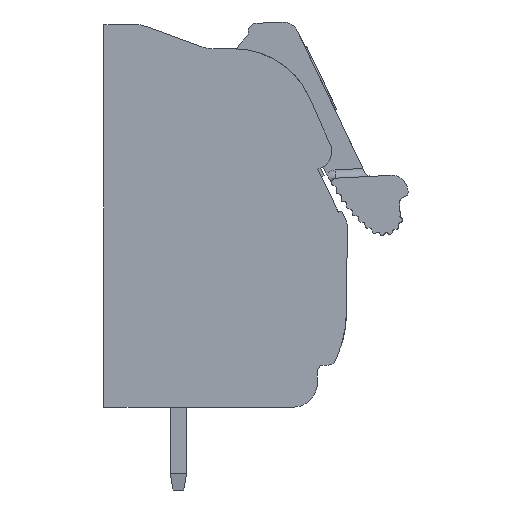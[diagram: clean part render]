
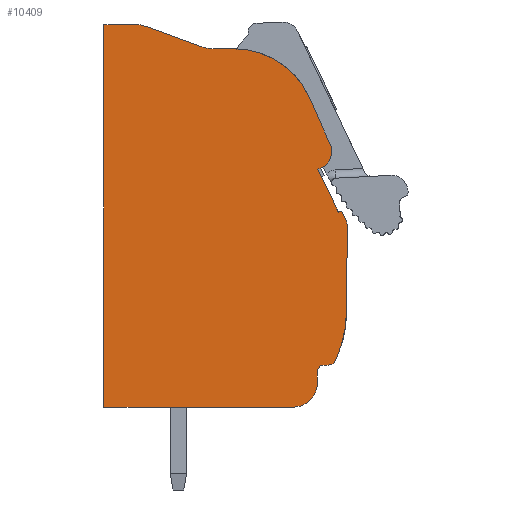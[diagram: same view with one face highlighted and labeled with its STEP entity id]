
A CAD part, left-side view. The second image highlights one B-rep face of the part: STEP entity #10409.
In plain terms, the highlighted planar face has unit normal (-1, 0, 0).
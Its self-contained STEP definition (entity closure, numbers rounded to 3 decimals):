
#258=PLANE('',#11073);
#600=CIRCLE('',#11046,5.);
#607=CIRCLE('',#11072,2.);
#608=CIRCLE('',#11074,1.1);
#609=CIRCLE('',#11075,1.276);
#610=CIRCLE('',#11076,1.5);
#611=CIRCLE('',#11077,0.4);
#612=CIRCLE('',#11078,0.5);
#613=CIRCLE('',#11079,7.);
#614=CIRCLE('',#11080,1.);
#615=CIRCLE('',#11081,0.1);
#1547=ORIENTED_EDGE('',*,*,#4464,.T.);
#1548=ORIENTED_EDGE('',*,*,#4465,.T.);
#1549=ORIENTED_EDGE('',*,*,#4466,.T.);
#1550=ORIENTED_EDGE('',*,*,#4467,.F.);
#1551=ORIENTED_EDGE('',*,*,#4468,.T.);
#1552=ORIENTED_EDGE('',*,*,#4421,.F.);
#1553=ORIENTED_EDGE('',*,*,#4417,.T.);
#1554=ORIENTED_EDGE('',*,*,#4462,.T.);
#1555=ORIENTED_EDGE('',*,*,#4469,.T.);
#1556=ORIENTED_EDGE('',*,*,#4470,.F.);
#1557=ORIENTED_EDGE('',*,*,#4471,.T.);
#1558=ORIENTED_EDGE('',*,*,#4472,.T.);
#1559=ORIENTED_EDGE('',*,*,#4473,.T.);
#1560=ORIENTED_EDGE('',*,*,#4474,.F.);
#1561=ORIENTED_EDGE('',*,*,#4475,.T.);
#1562=ORIENTED_EDGE('',*,*,#4476,.T.);
#1563=ORIENTED_EDGE('',*,*,#4477,.T.);
#1564=ORIENTED_EDGE('',*,*,#4478,.F.);
#1565=ORIENTED_EDGE('',*,*,#4479,.F.);
#1566=ORIENTED_EDGE('',*,*,#4480,.T.);
#1567=ORIENTED_EDGE('',*,*,#4481,.F.);
#1568=ORIENTED_EDGE('',*,*,#4482,.T.);
#1569=ORIENTED_EDGE('',*,*,#4483,.F.);
#4417=EDGE_CURVE('',#5925,#5926,#6979,.T.);
#4421=EDGE_CURVE('',#5925,#5929,#600,.T.);
#4462=EDGE_CURVE('',#5926,#5952,#607,.T.);
#4464=EDGE_CURVE('',#5953,#5954,#7016,.T.);
#4465=EDGE_CURVE('',#5954,#5955,#7017,.T.);
#4466=EDGE_CURVE('',#5955,#5956,#7018,.T.);
#4467=EDGE_CURVE('',#5957,#5956,#608,.T.);
#4468=EDGE_CURVE('',#5957,#5929,#7019,.T.);
#4469=EDGE_CURVE('',#5952,#5958,#7020,.T.);
#4470=EDGE_CURVE('',#5959,#5958,#609,.T.);
#4471=EDGE_CURVE('',#5959,#5960,#7021,.T.);
#4472=EDGE_CURVE('',#5960,#5961,#7022,.T.);
#4473=EDGE_CURVE('',#5961,#5962,#7023,.T.);
#4474=EDGE_CURVE('',#5963,#5962,#610,.T.);
#4475=EDGE_CURVE('',#5963,#5964,#7024,.T.);
#4476=EDGE_CURVE('',#5964,#5965,#611,.T.);
#4477=EDGE_CURVE('',#5965,#5966,#7025,.T.);
#4478=EDGE_CURVE('',#5967,#5966,#612,.T.);
#4479=EDGE_CURVE('',#5968,#5967,#613,.T.);
#4480=EDGE_CURVE('',#5968,#5969,#7026,.T.);
#4481=EDGE_CURVE('',#5970,#5969,#614,.T.);
#4482=EDGE_CURVE('',#5970,#5971,#7027,.T.);
#4483=EDGE_CURVE('',#5953,#5971,#615,.T.);
#5925=VERTEX_POINT('',#15781);
#5926=VERTEX_POINT('',#15782);
#5929=VERTEX_POINT('',#15790);
#5952=VERTEX_POINT('',#15871);
#5953=VERTEX_POINT('',#15875);
#5954=VERTEX_POINT('',#15876);
#5955=VERTEX_POINT('',#15878);
#5956=VERTEX_POINT('',#15880);
#5957=VERTEX_POINT('',#15882);
#5958=VERTEX_POINT('',#15885);
#5959=VERTEX_POINT('',#15887);
#5960=VERTEX_POINT('',#15889);
#5961=VERTEX_POINT('',#15891);
#5962=VERTEX_POINT('',#15893);
#5963=VERTEX_POINT('',#15895);
#5964=VERTEX_POINT('',#15897);
#5965=VERTEX_POINT('',#15899);
#5966=VERTEX_POINT('',#15901);
#5967=VERTEX_POINT('',#15903);
#5968=VERTEX_POINT('',#15905);
#5969=VERTEX_POINT('',#15907);
#5970=VERTEX_POINT('',#15909);
#5971=VERTEX_POINT('',#15911);
#6979=LINE('',#15780,#8076);
#7016=LINE('',#15874,#8113);
#7017=LINE('',#15877,#8114);
#7018=LINE('',#15879,#8115);
#7019=LINE('',#15883,#8116);
#7020=LINE('',#15884,#8117);
#7021=LINE('',#15888,#8118);
#7022=LINE('',#15890,#8119);
#7023=LINE('',#15892,#8120);
#7024=LINE('',#15896,#8121);
#7025=LINE('',#15900,#8122);
#7026=LINE('',#15906,#8123);
#7027=LINE('',#15910,#8124);
#8076=VECTOR('',#12402,1000.);
#8113=VECTOR('',#12497,1000.);
#8114=VECTOR('',#12498,1000.);
#8115=VECTOR('',#12499,1000.);
#8116=VECTOR('',#12502,1000.);
#8117=VECTOR('',#12503,1000.);
#8118=VECTOR('',#12506,1000.);
#8119=VECTOR('',#12507,1000.);
#8120=VECTOR('',#12508,1000.);
#8121=VECTOR('',#12511,1000.);
#8122=VECTOR('',#12514,1000.);
#8123=VECTOR('',#12519,1000.);
#8124=VECTOR('',#12522,1000.);
#9086=EDGE_LOOP('',(#1547,#1548,#1549,#1550,#1551,#1552,#1553,#1554,#1555,
#1556,#1557,#1558,#1559,#1560,#1561,#1562,#1563,#1564,#1565,#1566,#1567,
#1568,#1569));
#9651=FACE_BOUND('',#9086,.T.);
#10409=ADVANCED_FACE('',(#9651),#258,.T.);
#11046=AXIS2_PLACEMENT_3D('',#15789,#12408,#12409);
#11072=AXIS2_PLACEMENT_3D('',#15870,#12492,#12493);
#11073=AXIS2_PLACEMENT_3D('',#15873,#12495,#12496);
#11074=AXIS2_PLACEMENT_3D('',#15881,#12500,#12501);
#11075=AXIS2_PLACEMENT_3D('',#15886,#12504,#12505);
#11076=AXIS2_PLACEMENT_3D('',#15894,#12509,#12510);
#11077=AXIS2_PLACEMENT_3D('',#15898,#12512,#12513);
#11078=AXIS2_PLACEMENT_3D('',#15902,#12515,#12516);
#11079=AXIS2_PLACEMENT_3D('',#15904,#12517,#12518);
#11080=AXIS2_PLACEMENT_3D('',#15908,#12520,#12521);
#11081=AXIS2_PLACEMENT_3D('',#15912,#12523,#12524);
#12402=DIRECTION('',(0.,1.,0.));
#12408=DIRECTION('',(1.,0.,0.));
#12409=DIRECTION('',(0.,0.,-1.));
#12492=DIRECTION('',(1.,0.,0.));
#12493=DIRECTION('',(0.,0.,-1.));
#12495=DIRECTION('',(-1.,0.,0.));
#12496=DIRECTION('',(0.,-1.,0.));
#12497=DIRECTION('',(0.,0.9,-0.435));
#12498=DIRECTION('',(0.,0.435,0.9));
#12499=DIRECTION('',(0.,-0.9,0.435));
#12500=DIRECTION('',(1.,0.,0.));
#12501=DIRECTION('',(0.,0.,-1.));
#12502=DIRECTION('',(0.,0.407,0.914));
#12503=DIRECTION('',(0.,0.94,0.342));
#12504=DIRECTION('',(1.,0.,0.));
#12505=DIRECTION('',(0.,0.,-1.));
#12506=DIRECTION('',(0.,1.,0.));
#12507=DIRECTION('',(0.,0.,-1.));
#12508=DIRECTION('',(0.,-1.,0.));
#12509=DIRECTION('',(1.,0.,0.));
#12510=DIRECTION('',(0.,0.,-1.));
#12511=DIRECTION('',(0.,0.,1.));
#12512=DIRECTION('',(1.,0.,0.));
#12513=DIRECTION('',(0.,0.,-1.));
#12514=DIRECTION('',(0.,-1.,0.));
#12515=DIRECTION('',(1.,0.,0.));
#12516=DIRECTION('',(0.,0.,-1.));
#12517=DIRECTION('',(1.,0.,0.));
#12518=DIRECTION('',(0.,0.,-1.));
#12519=DIRECTION('',(0.,-0.01,1.));
#12520=DIRECTION('',(1.,0.,0.));
#12521=DIRECTION('',(0.,0.,-1.));
#12522=DIRECTION('',(0.,0.435,0.9));
#12523=DIRECTION('',(1.,0.,0.));
#12524=DIRECTION('',(0.,0.,-1.));
#15780=CARTESIAN_POINT('',(-2.375,-6.75,12.3));
#15781=CARTESIAN_POINT('',(-2.375,-6.75,12.3));
#15782=CARTESIAN_POINT('',(-2.375,-5.506,12.3));
#15789=CARTESIAN_POINT('',(-2.375,-6.75,7.3));
#15790=CARTESIAN_POINT('',(-2.375,-11.318,9.334));
#15870=CARTESIAN_POINT('',(-2.375,-5.506,14.3));
#15871=CARTESIAN_POINT('',(-2.375,-4.822,12.421));
#15873=CARTESIAN_POINT('',(-2.375,-12.051,4.533));
#15874=CARTESIAN_POINT('',(-2.375,-12.972,2.396));
#15875=CARTESIAN_POINT('',(-2.375,-13.152,2.483));
#15876=CARTESIAN_POINT('',(-2.375,-13.063,2.44));
#15877=CARTESIAN_POINT('',(-2.375,-13.052,2.462));
#15878=CARTESIAN_POINT('',(-2.375,-11.821,5.008));
#15879=CARTESIAN_POINT('',(-2.375,-12.032,5.11));
#15880=CARTESIAN_POINT('',(-2.375,-12.032,5.11));
#15881=CARTESIAN_POINT('',(-2.375,-11.553,6.1));
#15882=CARTESIAN_POINT('',(-2.375,-12.558,6.548));
#15883=CARTESIAN_POINT('',(-2.375,-11.318,9.334));
#15884=CARTESIAN_POINT('',(-2.375,-4.822,12.421));
#15885=CARTESIAN_POINT('',(-2.375,-1.381,13.673));
#15886=CARTESIAN_POINT('',(-2.375,-0.944,12.474));
#15887=CARTESIAN_POINT('',(-2.375,-0.944,13.75));
#15888=CARTESIAN_POINT('',(-2.375,-0.944,13.75));
#15889=CARTESIAN_POINT('',(-2.375,1.1,13.75));
#15890=CARTESIAN_POINT('',(-2.375,1.1,13.75));
#15891=CARTESIAN_POINT('',(-2.375,1.1,-9.35));
#15892=CARTESIAN_POINT('',(-2.375,-10.3,-9.35));
#15893=CARTESIAN_POINT('',(-2.375,-10.3,-9.35));
#15894=CARTESIAN_POINT('',(-2.375,-10.3,-7.85));
#15895=CARTESIAN_POINT('',(-2.375,-11.8,-7.85));
#15896=CARTESIAN_POINT('',(-2.375,-11.8,-7.2));
#15897=CARTESIAN_POINT('',(-2.375,-11.8,-7.2));
#15898=CARTESIAN_POINT('',(-2.375,-12.2,-7.2));
#15899=CARTESIAN_POINT('',(-2.375,-12.2,-6.8));
#15900=CARTESIAN_POINT('',(-2.375,-12.44,-6.8));
#15901=CARTESIAN_POINT('',(-2.375,-12.44,-6.8));
#15902=CARTESIAN_POINT('',(-2.375,-12.44,-6.3));
#15903=CARTESIAN_POINT('',(-2.375,-12.893,-6.512));
#15904=CARTESIAN_POINT('',(-2.375,-6.55,-3.55));
#15905=CARTESIAN_POINT('',(-2.375,-13.55,-3.621));
#15906=CARTESIAN_POINT('',(-2.375,-13.602,1.542));
#15907=CARTESIAN_POINT('',(-2.375,-13.602,1.542));
#15908=CARTESIAN_POINT('',(-2.375,-12.602,1.552));
#15909=CARTESIAN_POINT('',(-2.375,-13.503,1.987));
#15910=CARTESIAN_POINT('',(-2.375,-13.286,2.436));
#15911=CARTESIAN_POINT('',(-2.375,-13.286,2.436));
#15912=CARTESIAN_POINT('',(-2.375,-13.196,2.393));
